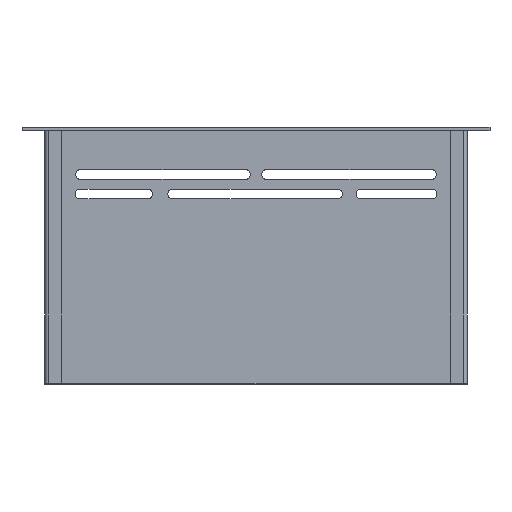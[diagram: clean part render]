
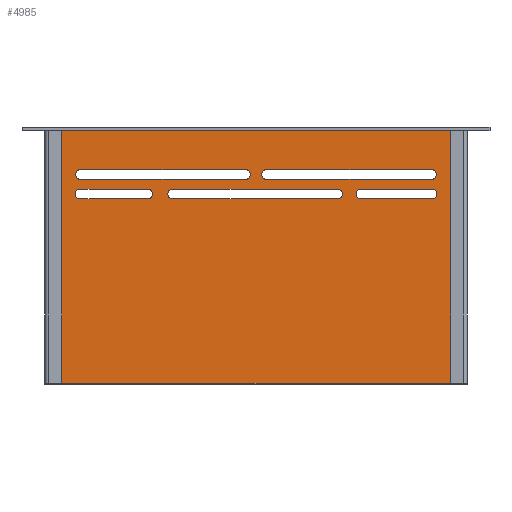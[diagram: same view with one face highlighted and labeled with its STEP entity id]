
A CAD part, front view. The second image highlights one B-rep face of the part: STEP entity #4985.
In plain terms, the highlighted face is planar.
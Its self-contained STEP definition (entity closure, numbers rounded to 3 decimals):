
#149=FACE_BOUND('',#1030,.T.);
#150=FACE_BOUND('',#1031,.T.);
#151=FACE_BOUND('',#1032,.T.);
#152=FACE_BOUND('',#1033,.T.);
#153=FACE_BOUND('',#1034,.T.);
#350=CIRCLE('',#5496,5.);
#352=CIRCLE('',#5500,5.);
#354=CIRCLE('',#5504,5.);
#356=CIRCLE('',#5508,5.);
#358=CIRCLE('',#5512,5.);
#360=CIRCLE('',#5516,5.);
#362=CIRCLE('',#5520,5.);
#364=CIRCLE('',#5524,5.);
#366=CIRCLE('',#5528,5.);
#368=CIRCLE('',#5532,5.);
#719=FACE_OUTER_BOUND('',#1029,.T.);
#1029=EDGE_LOOP('',(#4539,#4540,#4541,#4542));
#1030=EDGE_LOOP('',(#4543,#4544,#4545,#4546));
#1031=EDGE_LOOP('',(#4547,#4548,#4549,#4550));
#1032=EDGE_LOOP('',(#4551,#4552,#4553,#4554));
#1033=EDGE_LOOP('',(#4555,#4556,#4557,#4558));
#1034=EDGE_LOOP('',(#4559,#4560,#4561,#4562));
#1479=LINE('',#8304,#1967);
#1483=LINE('',#8316,#1971);
#1487=LINE('',#8328,#1975);
#1491=LINE('',#8340,#1979);
#1495=LINE('',#8352,#1983);
#1499=LINE('',#8364,#1987);
#1503=LINE('',#8376,#1991);
#1507=LINE('',#8388,#1995);
#1511=LINE('',#8400,#1999);
#1515=LINE('',#8412,#2003);
#1517=LINE('',#8420,#2005);
#1521=LINE('',#8428,#2009);
#1524=LINE('',#8434,#2012);
#1527=LINE('',#8439,#2015);
#1967=VECTOR('',#6850,10.);
#1971=VECTOR('',#6862,10.);
#1975=VECTOR('',#6874,10.);
#1979=VECTOR('',#6886,10.);
#1983=VECTOR('',#6898,10.);
#1987=VECTOR('',#6910,10.);
#1991=VECTOR('',#6922,10.);
#1995=VECTOR('',#6934,10.);
#1999=VECTOR('',#6946,10.);
#2003=VECTOR('',#6958,10.);
#2005=VECTOR('',#6968,405.6);
#2009=VECTOR('',#6974,260.);
#2012=VECTOR('',#6979,405.6);
#2015=VECTOR('',#6984,260.);
#2435=VERTEX_POINT('',#8301);
#2436=VERTEX_POINT('',#8303);
#2438=VERTEX_POINT('',#8309);
#2440=VERTEX_POINT('',#8315);
#2443=VERTEX_POINT('',#8325);
#2444=VERTEX_POINT('',#8327);
#2446=VERTEX_POINT('',#8333);
#2448=VERTEX_POINT('',#8339);
#2451=VERTEX_POINT('',#8349);
#2452=VERTEX_POINT('',#8351);
#2454=VERTEX_POINT('',#8357);
#2456=VERTEX_POINT('',#8363);
#2459=VERTEX_POINT('',#8373);
#2460=VERTEX_POINT('',#8375);
#2462=VERTEX_POINT('',#8381);
#2464=VERTEX_POINT('',#8387);
#2467=VERTEX_POINT('',#8397);
#2468=VERTEX_POINT('',#8399);
#2470=VERTEX_POINT('',#8405);
#2472=VERTEX_POINT('',#8411);
#2473=VERTEX_POINT('',#8418);
#2474=VERTEX_POINT('',#8419);
#2477=VERTEX_POINT('',#8427);
#2479=VERTEX_POINT('',#8433);
#3113=EDGE_CURVE('',#2436,#2435,#1479,.T.);
#3116=EDGE_CURVE('',#2438,#2436,#350,.T.);
#3119=EDGE_CURVE('',#2440,#2438,#1483,.T.);
#3122=EDGE_CURVE('',#2435,#2440,#352,.T.);
#3125=EDGE_CURVE('',#2444,#2443,#1487,.T.);
#3128=EDGE_CURVE('',#2446,#2444,#354,.T.);
#3131=EDGE_CURVE('',#2448,#2446,#1491,.T.);
#3134=EDGE_CURVE('',#2443,#2448,#356,.T.);
#3137=EDGE_CURVE('',#2452,#2451,#1495,.T.);
#3140=EDGE_CURVE('',#2454,#2452,#358,.T.);
#3143=EDGE_CURVE('',#2456,#2454,#1499,.T.);
#3146=EDGE_CURVE('',#2451,#2456,#360,.T.);
#3149=EDGE_CURVE('',#2460,#2459,#1503,.T.);
#3152=EDGE_CURVE('',#2462,#2460,#362,.T.);
#3155=EDGE_CURVE('',#2464,#2462,#1507,.T.);
#3158=EDGE_CURVE('',#2459,#2464,#364,.T.);
#3161=EDGE_CURVE('',#2468,#2467,#1511,.T.);
#3164=EDGE_CURVE('',#2470,#2468,#366,.T.);
#3167=EDGE_CURVE('',#2472,#2470,#1515,.T.);
#3170=EDGE_CURVE('',#2467,#2472,#368,.T.);
#3171=EDGE_CURVE('',#2473,#2474,#1517,.T.);
#3175=EDGE_CURVE('',#2474,#2477,#1521,.T.);
#3178=EDGE_CURVE('',#2477,#2479,#1524,.T.);
#3181=EDGE_CURVE('',#2479,#2473,#1527,.T.);
#4539=ORIENTED_EDGE('',*,*,#3171,.F.);
#4540=ORIENTED_EDGE('',*,*,#3181,.F.);
#4541=ORIENTED_EDGE('',*,*,#3178,.F.);
#4542=ORIENTED_EDGE('',*,*,#3175,.F.);
#4543=ORIENTED_EDGE('',*,*,#3119,.T.);
#4544=ORIENTED_EDGE('',*,*,#3116,.T.);
#4545=ORIENTED_EDGE('',*,*,#3113,.T.);
#4546=ORIENTED_EDGE('',*,*,#3122,.T.);
#4547=ORIENTED_EDGE('',*,*,#3131,.T.);
#4548=ORIENTED_EDGE('',*,*,#3128,.T.);
#4549=ORIENTED_EDGE('',*,*,#3125,.T.);
#4550=ORIENTED_EDGE('',*,*,#3134,.T.);
#4551=ORIENTED_EDGE('',*,*,#3143,.T.);
#4552=ORIENTED_EDGE('',*,*,#3140,.T.);
#4553=ORIENTED_EDGE('',*,*,#3137,.T.);
#4554=ORIENTED_EDGE('',*,*,#3146,.T.);
#4555=ORIENTED_EDGE('',*,*,#3155,.T.);
#4556=ORIENTED_EDGE('',*,*,#3152,.T.);
#4557=ORIENTED_EDGE('',*,*,#3149,.T.);
#4558=ORIENTED_EDGE('',*,*,#3158,.T.);
#4559=ORIENTED_EDGE('',*,*,#3167,.T.);
#4560=ORIENTED_EDGE('',*,*,#3164,.T.);
#4561=ORIENTED_EDGE('',*,*,#3161,.T.);
#4562=ORIENTED_EDGE('',*,*,#3170,.T.);
#4731=PLANE('',#5537);
#4985=ADVANCED_FACE('',(#719,#149,#150,#151,#152,#153),#4731,.T.);
#5496=AXIS2_PLACEMENT_3D('',#8310,#6856,#6857);
#5500=AXIS2_PLACEMENT_3D('',#8320,#6868,#6869);
#5504=AXIS2_PLACEMENT_3D('',#8334,#6880,#6881);
#5508=AXIS2_PLACEMENT_3D('',#8344,#6892,#6893);
#5512=AXIS2_PLACEMENT_3D('',#8358,#6904,#6905);
#5516=AXIS2_PLACEMENT_3D('',#8368,#6916,#6917);
#5520=AXIS2_PLACEMENT_3D('',#8382,#6928,#6929);
#5524=AXIS2_PLACEMENT_3D('',#8392,#6940,#6941);
#5528=AXIS2_PLACEMENT_3D('',#8406,#6952,#6953);
#5532=AXIS2_PLACEMENT_3D('',#8416,#6964,#6965);
#5537=AXIS2_PLACEMENT_3D('',#8441,#6986,#6987);
#6850=DIRECTION('',(0.,1.,0.));
#6856=DIRECTION('center_axis',(0.,0.,-1.));
#6857=DIRECTION('ref_axis',(-1.,0.,0.));
#6862=DIRECTION('',(0.,-1.,0.));
#6868=DIRECTION('center_axis',(0.,0.,-1.));
#6869=DIRECTION('ref_axis',(1.,0.,0.));
#6874=DIRECTION('',(0.,-1.,0.));
#6880=DIRECTION('center_axis',(0.,0.,-1.));
#6881=DIRECTION('ref_axis',(1.,0.,0.));
#6886=DIRECTION('',(0.,1.,0.));
#6892=DIRECTION('center_axis',(0.,0.,-1.));
#6893=DIRECTION('ref_axis',(-1.,0.,0.));
#6898=DIRECTION('',(0.,1.,0.));
#6904=DIRECTION('center_axis',(0.,0.,-1.));
#6905=DIRECTION('ref_axis',(-1.,0.,0.));
#6910=DIRECTION('',(0.,-1.,0.));
#6916=DIRECTION('center_axis',(0.,0.,-1.));
#6917=DIRECTION('ref_axis',(1.,0.,0.));
#6922=DIRECTION('',(0.,1.,0.));
#6928=DIRECTION('center_axis',(0.,0.,-1.));
#6929=DIRECTION('ref_axis',(-1.,0.,0.));
#6934=DIRECTION('',(0.,-1.,0.));
#6940=DIRECTION('center_axis',(0.,0.,-1.));
#6941=DIRECTION('ref_axis',(1.,0.,0.));
#6946=DIRECTION('',(0.,1.,0.));
#6952=DIRECTION('center_axis',(0.,0.,-1.));
#6953=DIRECTION('ref_axis',(-1.,0.,0.));
#6958=DIRECTION('',(0.,-1.,0.));
#6964=DIRECTION('center_axis',(0.,0.,-1.));
#6965=DIRECTION('ref_axis',(1.,0.,0.));
#6968=DIRECTION('',(0.,-1.,0.));
#6974=DIRECTION('',(-1.,0.,0.));
#6979=DIRECTION('',(0.,1.,0.));
#6984=DIRECTION('',(1.,0.,0.));
#6986=DIRECTION('center_axis',(0.,0.,1.));
#6987=DIRECTION('ref_axis',(1.,0.,0.));
#8301=CARTESIAN_POINT('',(31.445,67.978,2.));
#8303=CARTESIAN_POINT('',(31.445,-2.022,2.));
#8304=CARTESIAN_POINT('',(31.445,88.835,2.));
#8309=CARTESIAN_POINT('',(41.445,-2.022,2.));
#8310=CARTESIAN_POINT('Origin',(36.445,-2.022,2.));
#8315=CARTESIAN_POINT('',(41.445,67.978,2.));
#8316=CARTESIAN_POINT('',(41.445,123.835,2.));
#8320=CARTESIAN_POINT('Origin',(36.445,67.978,2.));
#8325=CARTESIAN_POINT('',(21.445,190.492,2.));
#8327=CARTESIAN_POINT('',(21.445,360.492,2.));
#8328=CARTESIAN_POINT('',(21.445,270.092,2.));
#8333=CARTESIAN_POINT('',(11.445,360.492,2.));
#8334=CARTESIAN_POINT('Origin',(16.445,360.492,2.));
#8339=CARTESIAN_POINT('',(11.445,190.492,2.));
#8340=CARTESIAN_POINT('',(11.445,185.092,2.));
#8344=CARTESIAN_POINT('Origin',(16.445,190.492,2.));
#8349=CARTESIAN_POINT('',(31.445,263.692,2.));
#8351=CARTESIAN_POINT('',(31.445,93.692,2.));
#8352=CARTESIAN_POINT('',(31.445,136.692,2.));
#8357=CARTESIAN_POINT('',(41.445,93.692,2.));
#8358=CARTESIAN_POINT('Origin',(36.445,93.692,2.));
#8363=CARTESIAN_POINT('',(41.445,263.692,2.));
#8364=CARTESIAN_POINT('',(41.445,221.692,2.));
#8368=CARTESIAN_POINT('Origin',(36.445,263.692,2.));
#8373=CARTESIAN_POINT('',(11.445,168.692,2.));
#8375=CARTESIAN_POINT('',(11.445,-1.308,2.));
#8376=CARTESIAN_POINT('',(11.445,89.192,2.));
#8381=CARTESIAN_POINT('',(21.445,-1.308,2.));
#8382=CARTESIAN_POINT('Origin',(16.445,-1.308,2.));
#8387=CARTESIAN_POINT('',(21.445,168.692,2.));
#8388=CARTESIAN_POINT('',(21.445,174.192,2.));
#8392=CARTESIAN_POINT('Origin',(16.445,168.692,2.));
#8397=CARTESIAN_POINT('',(31.445,360.978,2.));
#8399=CARTESIAN_POINT('',(31.445,287.978,2.));
#8400=CARTESIAN_POINT('',(31.445,233.835,2.));
#8405=CARTESIAN_POINT('',(41.445,287.978,2.));
#8406=CARTESIAN_POINT('Origin',(36.445,287.978,2.));
#8411=CARTESIAN_POINT('',(41.445,360.978,2.));
#8412=CARTESIAN_POINT('',(41.445,270.335,2.));
#8416=CARTESIAN_POINT('Origin',(36.445,360.978,2.));
#8418=CARTESIAN_POINT('',(231.445,382.492,2.));
#8419=CARTESIAN_POINT('',(231.445,-23.108,2.));
#8420=CARTESIAN_POINT('',(231.445,382.492,2.));
#8427=CARTESIAN_POINT('',(-28.555,-23.108,2.));
#8428=CARTESIAN_POINT('',(231.445,-23.108,2.));
#8433=CARTESIAN_POINT('',(-28.555,382.492,2.));
#8434=CARTESIAN_POINT('',(-28.555,-23.108,2.));
#8439=CARTESIAN_POINT('',(-28.555,382.492,2.));
#8441=CARTESIAN_POINT('Origin',(101.445,179.692,2.));
